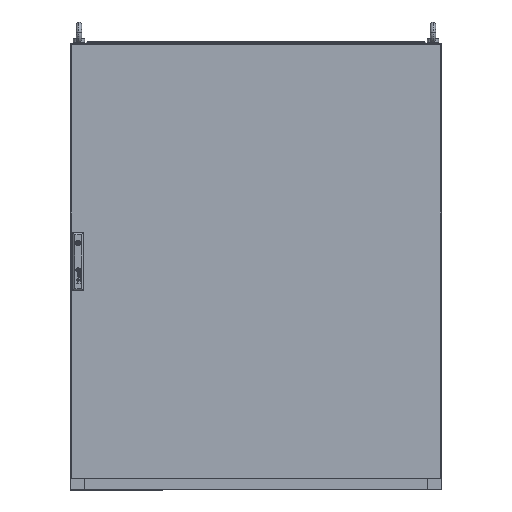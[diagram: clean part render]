
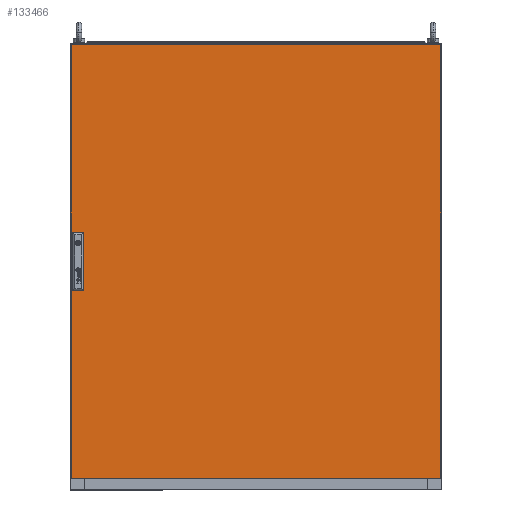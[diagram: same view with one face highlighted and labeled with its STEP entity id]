
A CAD part, top view. The second image highlights one B-rep face of the part: STEP entity #133466.
In plain terms, the highlighted planar face has unit normal (0, 0, 1).
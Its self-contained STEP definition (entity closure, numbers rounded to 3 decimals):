
#206 = CARTESIAN_POINT ( 'NONE',  ( -497., 597., 0. ) ) ;
#2202 = CARTESIAN_POINT ( 'NONE',  ( -490.7, 38.5, 0. ) ) ;
#7152 = ORIENTED_EDGE ( 'NONE', *, *, #174955, .F. ) ;
#7807 = CARTESIAN_POINT ( 'NONE',  ( -465.7, -11.5, 0. ) ) ;
#9059 = EDGE_CURVE ( 'NONE', #59886, #104837, #165669, .T. ) ;
#9146 = DIRECTION ( 'NONE',  ( 0., 1., 0. ) ) ;
#9746 = CARTESIAN_POINT ( 'NONE',  ( 497., 597., 0. ) ) ;
#10966 = CARTESIAN_POINT ( 'NONE',  ( 497., 597., 0. ) ) ;
#12378 = EDGE_CURVE ( 'NONE', #43661, #131998, #164277, .T. ) ;
#13104 = ORIENTED_EDGE ( 'NONE', *, *, #12378, .T. ) ;
#13965 = CARTESIAN_POINT ( 'NONE',  ( -497., -570., 0. ) ) ;
#17474 = LINE ( 'NONE', #114675, #54223 ) ;
#17531 = CARTESIAN_POINT ( 'NONE',  ( -465.7, -61.5, 0. ) ) ;
#17966 = VERTEX_POINT ( 'NONE', #174842 ) ;
#18659 = ORIENTED_EDGE ( 'NONE', *, *, #45317, .F. ) ;
#18815 = VECTOR ( 'NONE', #153416, 1000. ) ;
#19914 = CARTESIAN_POINT ( 'NONE',  ( 497., -570., 0. ) ) ;
#20255 = VECTOR ( 'NONE', #119235, 1000. ) ;
#20802 = CARTESIAN_POINT ( 'NONE',  ( -465.7, 38.5, 0. ) ) ;
#22469 = LINE ( 'NONE', #7807, #151586 ) ;
#26056 = CARTESIAN_POINT ( 'NONE',  ( -465.7, 88.5, 0. ) ) ;
#30185 = DIRECTION ( 'NONE',  ( 1., 0., 0. ) ) ;
#30489 = VECTOR ( 'NONE', #83191, 1000. ) ;
#30850 = EDGE_CURVE ( 'NONE', #104837, #83184, #51051, .T. ) ;
#31117 = DIRECTION ( 'NONE',  ( 0., -1., 0. ) ) ;
#31637 = ORIENTED_EDGE ( 'NONE', *, *, #39056, .F. ) ;
#32921 = LINE ( 'NONE', #116393, #132024 ) ;
#36152 = VERTEX_POINT ( 'NONE', #61853 ) ;
#38642 = EDGE_CURVE ( 'NONE', #104649, #17966, #22469, .T. ) ;
#39056 = EDGE_CURVE ( 'NONE', #97569, #58817, #130267, .T. ) ;
#39103 = ORIENTED_EDGE ( 'NONE', *, *, #75561, .T. ) ;
#41044 = VERTEX_POINT ( 'NONE', #13965 ) ;
#43172 = CARTESIAN_POINT ( 'NONE',  ( -465.7, 88.5, 0. ) ) ;
#43661 = VERTEX_POINT ( 'NONE', #9746 ) ;
#45008 = DIRECTION ( 'NONE',  ( 0., 1., 0. ) ) ;
#45317 = EDGE_CURVE ( 'NONE', #36152, #59886, #48700, .T. ) ;
#47785 = EDGE_LOOP ( 'NONE', ( #39103, #167600, #134679, #13104 ) ) ;
#48700 = LINE ( 'NONE', #146656, #20255 ) ;
#51051 = LINE ( 'NONE', #20802, #74377 ) ;
#53895 = EDGE_CURVE ( 'NONE', #58817, #104649, #17474, .T. ) ;
#54223 = VECTOR ( 'NONE', #45008, 1000. ) ;
#58605 = LINE ( 'NONE', #83384, #132462 ) ;
#58817 = VERTEX_POINT ( 'NONE', #81602 ) ;
#59886 = VERTEX_POINT ( 'NONE', #2202 ) ;
#60485 = CARTESIAN_POINT ( 'NONE',  ( -497., -570., 0. ) ) ;
#61853 = CARTESIAN_POINT ( 'NONE',  ( -490.7, 88.5, 0. ) ) ;
#64185 = VECTOR ( 'NONE', #115641, 1000. ) ;
#68661 = ORIENTED_EDGE ( 'NONE', *, *, #38642, .F. ) ;
#69351 = VECTOR ( 'NONE', #30185, 1000. ) ;
#72650 = VECTOR ( 'NONE', #123982, 1000. ) ;
#74377 = VECTOR ( 'NONE', #118000, 1000. ) ;
#75561 = EDGE_CURVE ( 'NONE', #131998, #41044, #58605, .T. ) ;
#75971 = DIRECTION ( 'NONE',  ( 1., 0., 0. ) ) ;
#77768 = FACE_BOUND ( 'NONE', #166907, .T. ) ;
#81602 = CARTESIAN_POINT ( 'NONE',  ( -465.7, -61.5, 0. ) ) ;
#83184 = VERTEX_POINT ( 'NONE', #43172 ) ;
#83191 = DIRECTION ( 'NONE',  ( 1., 0., 0. ) ) ;
#83384 = CARTESIAN_POINT ( 'NONE',  ( -497., 597., 0. ) ) ;
#95015 = ORIENTED_EDGE ( 'NONE', *, *, #53895, .F. ) ;
#97149 = EDGE_CURVE ( 'NONE', #17966, #97569, #32921, .T. ) ;
#97569 = VERTEX_POINT ( 'NONE', #145402 ) ;
#99923 = LINE ( 'NONE', #60485, #69351 ) ;
#104438 = FACE_BOUND ( 'NONE', #134792, .T. ) ;
#104649 = VERTEX_POINT ( 'NONE', #107158 ) ;
#104837 = VERTEX_POINT ( 'NONE', #138189 ) ;
#106242 = FACE_OUTER_BOUND ( 'NONE', #47785, .T. ) ;
#106866 = DIRECTION ( 'NONE',  ( -1., 0., 0. ) ) ;
#107158 = CARTESIAN_POINT ( 'NONE',  ( -465.7, -11.5, 0. ) ) ;
#108032 = CARTESIAN_POINT ( 'NONE',  ( -465.7, 38.5, 0. ) ) ;
#110441 = LINE ( 'NONE', #26056, #18815 ) ;
#114675 = CARTESIAN_POINT ( 'NONE',  ( -465.7, -61.5, 0. ) ) ;
#115641 = DIRECTION ( 'NONE',  ( 1., 0., 0. ) ) ;
#116393 = CARTESIAN_POINT ( 'NONE',  ( -490.7, -61.5, 0. ) ) ;
#118000 = DIRECTION ( 'NONE',  ( 0., 1., 0. ) ) ;
#119235 = DIRECTION ( 'NONE',  ( 0., -1., 0. ) ) ;
#123982 = DIRECTION ( 'NONE',  ( -1., 0., 0. ) ) ;
#126526 = EDGE_CURVE ( 'NONE', #137175, #43661, #176917, .T. ) ;
#130267 = LINE ( 'NONE', #17531, #64185 ) ;
#131998 = VERTEX_POINT ( 'NONE', #206 ) ;
#132024 = VECTOR ( 'NONE', #31117, 1000. ) ;
#132462 = VECTOR ( 'NONE', #152994, 1000. ) ;
#133415 = ORIENTED_EDGE ( 'NONE', *, *, #97149, .F. ) ;
#133466 = ADVANCED_FACE ( 'NONE', ( #77768, #104438, #106242 ), #162096, .T. ) ;
#134561 = CARTESIAN_POINT ( 'NONE',  ( 0., 0., 0. ) ) ;
#134679 = ORIENTED_EDGE ( 'NONE', *, *, #126526, .T. ) ;
#134792 = EDGE_LOOP ( 'NONE', ( #133415, #68661, #95015, #31637 ) ) ;
#135891 = CARTESIAN_POINT ( 'NONE',  ( -497., 597., 0. ) ) ;
#136072 = ORIENTED_EDGE ( 'NONE', *, *, #9059, .F. ) ;
#137175 = VERTEX_POINT ( 'NONE', #19914 ) ;
#138189 = CARTESIAN_POINT ( 'NONE',  ( -465.7, 38.5, 0. ) ) ;
#139407 = EDGE_CURVE ( 'NONE', #41044, #137175, #99923, .T. ) ;
#145402 = CARTESIAN_POINT ( 'NONE',  ( -490.7, -61.5, 0. ) ) ;
#145582 = DIRECTION ( 'NONE',  ( 0., 0., 1. ) ) ;
#146656 = CARTESIAN_POINT ( 'NONE',  ( -490.7, 38.5, 0. ) ) ;
#151586 = VECTOR ( 'NONE', #106866, 1000. ) ;
#152994 = DIRECTION ( 'NONE',  ( 0., -1., 0. ) ) ;
#153416 = DIRECTION ( 'NONE',  ( -1., 0., 0. ) ) ;
#158895 = VECTOR ( 'NONE', #9146, 1000. ) ;
#160246 = ORIENTED_EDGE ( 'NONE', *, *, #30850, .F. ) ;
#162096 = PLANE ( 'NONE',  #168116 ) ;
#164277 = LINE ( 'NONE', #135891, #72650 ) ;
#165669 = LINE ( 'NONE', #108032, #30489 ) ;
#166907 = EDGE_LOOP ( 'NONE', ( #18659, #7152, #160246, #136072 ) ) ;
#167600 = ORIENTED_EDGE ( 'NONE', *, *, #139407, .T. ) ;
#168116 = AXIS2_PLACEMENT_3D ( 'NONE', #134561, #145582, #75971 ) ;
#174842 = CARTESIAN_POINT ( 'NONE',  ( -490.7, -11.5, 0. ) ) ;
#174955 = EDGE_CURVE ( 'NONE', #83184, #36152, #110441, .T. ) ;
#176917 = LINE ( 'NONE', #10966, #158895 ) ;
